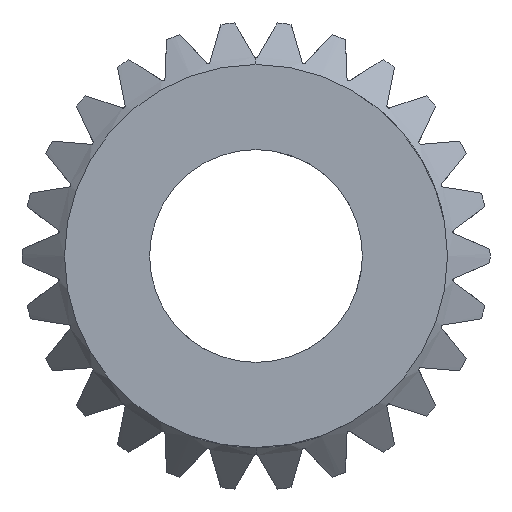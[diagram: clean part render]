
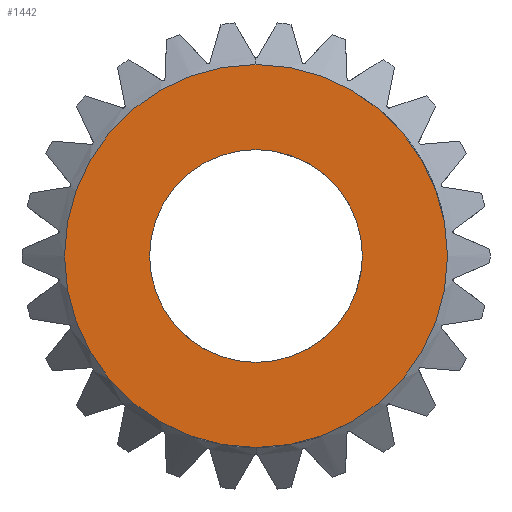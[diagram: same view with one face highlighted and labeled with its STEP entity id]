
A CAD part, front view. The second image highlights one B-rep face of the part: STEP entity #1442.
In plain terms, the highlighted planar face has unit normal (0, -1, 0).
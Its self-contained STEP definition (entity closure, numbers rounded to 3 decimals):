
#83 = DIRECTION ( 'NONE',  ( 0., -1., 0. ) ) ;
#669 = CARTESIAN_POINT ( 'NONE',  ( 0., 0., 0. ) ) ;
#833 = DIRECTION ( 'NONE',  ( 0., 0., -1. ) ) ;
#907 = CARTESIAN_POINT ( 'NONE',  ( 0., 0., 0. ) ) ;
#1402 = EDGE_CURVE ( 'NONE', #2790, #1780, #1713, .T. ) ;
#1442 = ADVANCED_FACE ( 'NONE', ( #1806, #4650 ), #4232, .T. ) ;
#1477 = AXIS2_PLACEMENT_3D ( 'NONE', #907, #1974, #4406 ) ;
#1532 = CARTESIAN_POINT ( 'NONE',  ( 0., 0., 4.5 ) ) ;
#1713 = CIRCLE ( 'NONE', #3575, 4.5 ) ;
#1780 = VERTEX_POINT ( 'NONE', #1532 ) ;
#1806 = FACE_OUTER_BOUND ( 'NONE', #2612, .T. ) ;
#1974 = DIRECTION ( 'NONE',  ( 0., -1., 0. ) ) ;
#1997 = AXIS2_PLACEMENT_3D ( 'NONE', #669, #2262, #833 ) ;
#2157 = AXIS2_PLACEMENT_3D ( 'NONE', #2802, #4846, #2274 ) ;
#2262 = DIRECTION ( 'NONE',  ( 0., -1., 0. ) ) ;
#2274 = DIRECTION ( 'NONE',  ( 0., 0., -1. ) ) ;
#2278 = ORIENTED_EDGE ( 'NONE', *, *, #3480, .T. ) ;
#2516 = ORIENTED_EDGE ( 'NONE', *, *, #4863, .F. ) ;
#2612 = EDGE_LOOP ( 'NONE', ( #3490, #2278 ) ) ;
#2751 = VERTEX_POINT ( 'NONE', #2944 ) ;
#2790 = VERTEX_POINT ( 'NONE', #5236 ) ;
#2802 = CARTESIAN_POINT ( 'NONE',  ( 0., 0., 0. ) ) ;
#2944 = CARTESIAN_POINT ( 'NONE',  ( 0., 0., 2.5 ) ) ;
#3027 = CIRCLE ( 'NONE', #2157, 2.5 ) ;
#3480 = EDGE_CURVE ( 'NONE', #1780, #2790, #3599, .T. ) ;
#3490 = ORIENTED_EDGE ( 'NONE', *, *, #1402, .T. ) ;
#3508 = CIRCLE ( 'NONE', #1997, 2.5 ) ;
#3575 = AXIS2_PLACEMENT_3D ( 'NONE', #5656, #83, #6255 ) ;
#3599 = CIRCLE ( 'NONE', #1477, 4.5 ) ;
#4232 = PLANE ( 'NONE',  #4474 ) ;
#4404 = ORIENTED_EDGE ( 'NONE', *, *, #6509, .F. ) ;
#4406 = DIRECTION ( 'NONE',  ( 0., 0., -1. ) ) ;
#4474 = AXIS2_PLACEMENT_3D ( 'NONE', #6297, #5738, #4738 ) ;
#4650 = FACE_BOUND ( 'NONE', #4704, .T. ) ;
#4704 = EDGE_LOOP ( 'NONE', ( #4404, #2516 ) ) ;
#4738 = DIRECTION ( 'NONE',  ( 0., 0., -1. ) ) ;
#4846 = DIRECTION ( 'NONE',  ( 0., -1., 0. ) ) ;
#4863 = EDGE_CURVE ( 'NONE', #2751, #5161, #3508, .T. ) ;
#5161 = VERTEX_POINT ( 'NONE', #6323 ) ;
#5236 = CARTESIAN_POINT ( 'NONE',  ( 0., 0., -4.5 ) ) ;
#5656 = CARTESIAN_POINT ( 'NONE',  ( 0., 0., 0. ) ) ;
#5738 = DIRECTION ( 'NONE',  ( 0., -1., 0. ) ) ;
#6255 = DIRECTION ( 'NONE',  ( 0., 0., -1. ) ) ;
#6297 = CARTESIAN_POINT ( 'NONE',  ( 2.5, 0., 0. ) ) ;
#6323 = CARTESIAN_POINT ( 'NONE',  ( 0., 0., -2.5 ) ) ;
#6509 = EDGE_CURVE ( 'NONE', #5161, #2751, #3027, .T. ) ;
